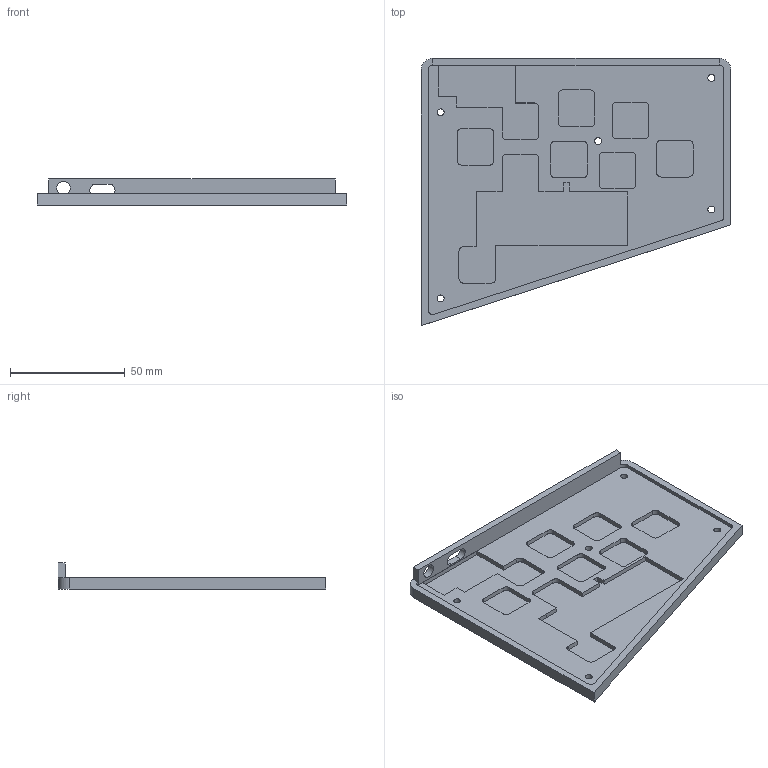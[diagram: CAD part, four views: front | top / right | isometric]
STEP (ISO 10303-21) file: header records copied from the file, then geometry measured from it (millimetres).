
FILE_DESCRIPTION(/* description */ (''),/* implementation_level */ '2;1');
FILE_NAME(/* name */ '5c88b86e-28f8-4237-8bb2-52ed71fef659.stp',/* time_stamp */ '2024-05-30T04:49:12Z',/* author */ (''),/* organization */ (''),/* preprocessor_version */ 'ST-DEVELOPER v20',/* originating_system */ 'Autodesk Translation Framework v13.14.0.145',/* authorisation */ '');
FILE_SCHEMA (('AUTOMOTIVE_DESIGN { 1 0 10303 214 3 1 1 }'));
Length unit declared in the file: millimetre
Products named in the file (1): RB
Bounding box: 135 x 116.46 x 11.35 mm (x, y, z)
Volume: 37261.8 mm3; surface area: 31824.5 mm2
Topology: 1 solids, 1 shells, 136 faces, 359 edges, 238 vertices
Faces by surface type: plane 85, cylinder 51
Full cylindrical faces by diameter (mm): 3 x5, 6 x1, 7 x5
Entity records: 4263 total; most frequent: DIRECTION 735, CARTESIAN_POINT 734, ORIENTED_EDGE 718, EDGE_CURVE 359, LINE 257, VECTOR 257, AXIS2_PLACEMENT_3D 239, VERTEX_POINT 238
